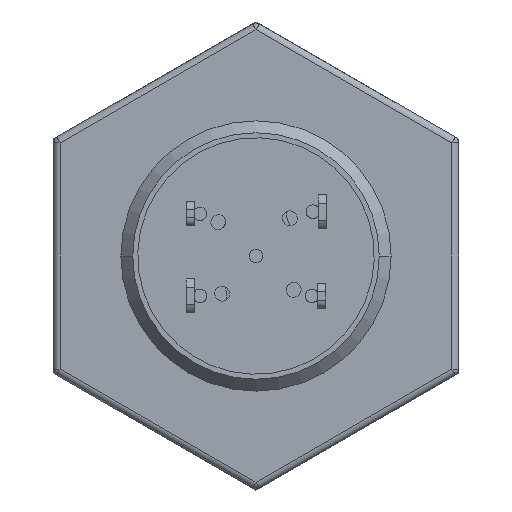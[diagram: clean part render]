
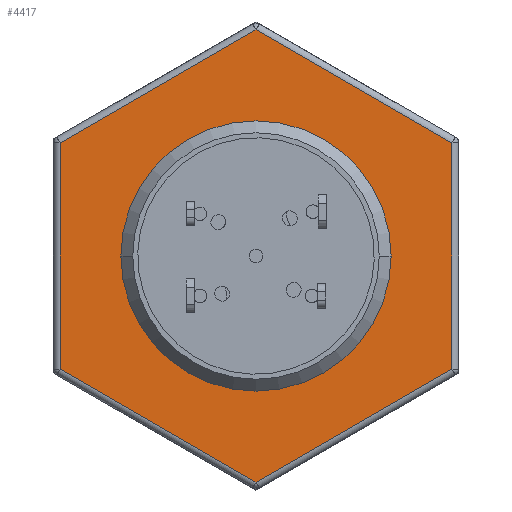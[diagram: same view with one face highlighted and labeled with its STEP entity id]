
A CAD part, front view. The second image highlights one B-rep face of the part: STEP entity #4417.
In plain terms, the highlighted planar face has unit normal (0, -1, 0).
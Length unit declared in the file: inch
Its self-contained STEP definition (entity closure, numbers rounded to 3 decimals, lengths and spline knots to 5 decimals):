
#15 = VERTEX_POINT ( 'NONE', #10772 ) ;
#134 = VERTEX_POINT ( 'NONE', #7872 ) ;
#170 = VERTEX_POINT ( 'NONE', #7891 ) ;
#1363 = AXIS2_PLACEMENT_3D ( 'NONE', #5687, #5688, #5689 ) ;
#1485 = AXIS2_PLACEMENT_3D ( 'NONE', #11575, #11579, #11580 ) ;
#1792 = EDGE_CURVE ( 'NONE', #9452, #9430, #3353, .T. ) ;
#1793 = EDGE_CURVE ( 'NONE', #12654, #15, #3577, .T. ) ;
#1795 = EDGE_CURVE ( 'NONE', #9430, #170, #3363, .T. ) ;
#1797 = EDGE_CURVE ( 'NONE', #15, #9452, #3495, .T. ) ;
#1820 = EDGE_CURVE ( 'NONE', #170, #12568, #3608, .T. ) ;
#1821 = EDGE_CURVE ( 'NONE', #12568, #12654, #3610, .T. ) ;
#1824 = EDGE_CURVE ( 'NONE', #12502, #134, #3442, .T. ) ;
#2146 = ORIENTED_EDGE ( 'NONE', *, *, #8152, .F. ) ;
#2147 = ORIENTED_EDGE ( 'NONE', *, *, #1824, .F. ) ;
#2148 = ORIENTED_EDGE ( 'NONE', *, *, #1797, .T. ) ;
#2149 = ORIENTED_EDGE ( 'NONE', *, *, #1793, .T. ) ;
#2150 = ORIENTED_EDGE ( 'NONE', *, *, #1821, .T. ) ;
#2151 = ORIENTED_EDGE ( 'NONE', *, *, #1820, .T. ) ;
#2152 = ORIENTED_EDGE ( 'NONE', *, *, #1795, .T. ) ;
#2153 = ORIENTED_EDGE ( 'NONE', *, *, #1792, .T. ) ;
#3353 = LINE ( 'NONE', #9751, #3552 ) ;
#3363 = LINE ( 'NONE', #9780, #3569 ) ;
#3403 = VECTOR ( 'NONE', #9860, 39.37008 ) ;
#3442 = CIRCLE ( 'NONE', #10377, 0.47045 ) ;
#3491 = VECTOR ( 'NONE', #9706, 39.37008 ) ;
#3495 = LINE ( 'NONE', #9771, #3491 ) ;
#3511 = VECTOR ( 'NONE', #9712, 39.37008 ) ;
#3525 = VECTOR ( 'NONE', #9829, 39.37008 ) ;
#3552 = VECTOR ( 'NONE', #9773, 39.37008 ) ;
#3569 = VECTOR ( 'NONE', #9658, 39.37008 ) ;
#3577 = LINE ( 'NONE', #9661, #3525 ) ;
#3608 = LINE ( 'NONE', #9664, #3511 ) ;
#3610 = LINE ( 'NONE', #9777, #3403 ) ;
#4417 = ADVANCED_FACE ( 'NONE', ( #5227, #5224 ), #11577, .F. ) ;
#4833 = CIRCLE ( 'NONE', #1363, 0.47045 ) ;
#5224 = FACE_BOUND ( 'NONE', #8323, .T. ) ;
#5227 = FACE_OUTER_BOUND ( 'NONE', #8479, .T. ) ;
#5687 = CARTESIAN_POINT ( 'NONE',  ( -0.54202, -2.31746, 2.0742 ) ) ;
#5688 = DIRECTION ( 'NONE',  ( 0., -1., 0. ) ) ;
#5689 = DIRECTION ( 'NONE',  ( 0., 0., 1. ) ) ;
#5864 = CARTESIAN_POINT ( 'NONE',  ( 0.18298, -2.31746, 1.65562 ) ) ;
#5882 = CARTESIAN_POINT ( 'NONE',  ( -0.54202, -2.31746, 1.23704 ) ) ;
#7180 = CARTESIAN_POINT ( 'NONE',  ( -1.01247, -2.31746, 2.0742 ) ) ;
#7245 = CARTESIAN_POINT ( 'NONE',  ( -0.54202, -2.31746, 2.91136 ) ) ;
#7331 = CARTESIAN_POINT ( 'NONE',  ( -1.26702, -2.31746, 2.49278 ) ) ;
#7872 = CARTESIAN_POINT ( 'NONE',  ( -0.07158, -2.31746, 2.0742 ) ) ;
#7891 = CARTESIAN_POINT ( 'NONE',  ( 0.18298, -2.31746, 2.49278 ) ) ;
#8152 = EDGE_CURVE ( 'NONE', #134, #12502, #4833, .T. ) ;
#8323 = EDGE_LOOP ( 'NONE', ( #2147, #2146 ) ) ;
#8479 = EDGE_LOOP ( 'NONE', ( #2153, #2152, #2151, #2150, #2149, #2148 ) ) ;
#9430 = VERTEX_POINT ( 'NONE', #5864 ) ;
#9452 = VERTEX_POINT ( 'NONE', #5882 ) ;
#9658 = DIRECTION ( 'NONE',  ( 0., 0., 1. ) ) ;
#9661 = CARTESIAN_POINT ( 'NONE',  ( -1.26702, -2.31746, 3.37324 ) ) ;
#9664 = CARTESIAN_POINT ( 'NONE',  ( -0.17952, -2.31746, 2.70207 ) ) ;
#9672 = CARTESIAN_POINT ( 'NONE',  ( -0.54202, -2.31746, 2.0742 ) ) ;
#9706 = DIRECTION ( 'NONE',  ( 0.866, 0., -0.5 ) ) ;
#9712 = DIRECTION ( 'NONE',  ( -0.866, 0., 0.5 ) ) ;
#9717 = DIRECTION ( 'NONE',  ( 0., 0., 1. ) ) ;
#9751 = CARTESIAN_POINT ( 'NONE',  ( 0.94548, -2.31746, 2.09585 ) ) ;
#9771 = CARTESIAN_POINT ( 'NONE',  ( -0.90452, -2.31746, 1.44633 ) ) ;
#9773 = DIRECTION ( 'NONE',  ( 0.866, 0., 0.5 ) ) ;
#9777 = CARTESIAN_POINT ( 'NONE',  ( 0.22048, -2.31746, 3.35158 ) ) ;
#9780 = CARTESIAN_POINT ( 'NONE',  ( 0.18298, -2.31746, 3.37324 ) ) ;
#9829 = DIRECTION ( 'NONE',  ( 0., 0., -1. ) ) ;
#9839 = DIRECTION ( 'NONE',  ( 0., -1., 0. ) ) ;
#9860 = DIRECTION ( 'NONE',  ( -0.866, 0., -0.5 ) ) ;
#10377 = AXIS2_PLACEMENT_3D ( 'NONE', #9672, #9839, #9717 ) ;
#10772 = CARTESIAN_POINT ( 'NONE',  ( -1.26702, -2.31746, 1.65562 ) ) ;
#11575 = CARTESIAN_POINT ( 'NONE',  ( 0.20798, -2.31746, 3.37324 ) ) ;
#11577 = PLANE ( 'NONE',  #1485 ) ;
#11579 = DIRECTION ( 'NONE',  ( 0., 1., 0. ) ) ;
#11580 = DIRECTION ( 'NONE',  ( -1., 0., 0. ) ) ;
#12502 = VERTEX_POINT ( 'NONE', #7180 ) ;
#12568 = VERTEX_POINT ( 'NONE', #7245 ) ;
#12654 = VERTEX_POINT ( 'NONE', #7331 ) ;
